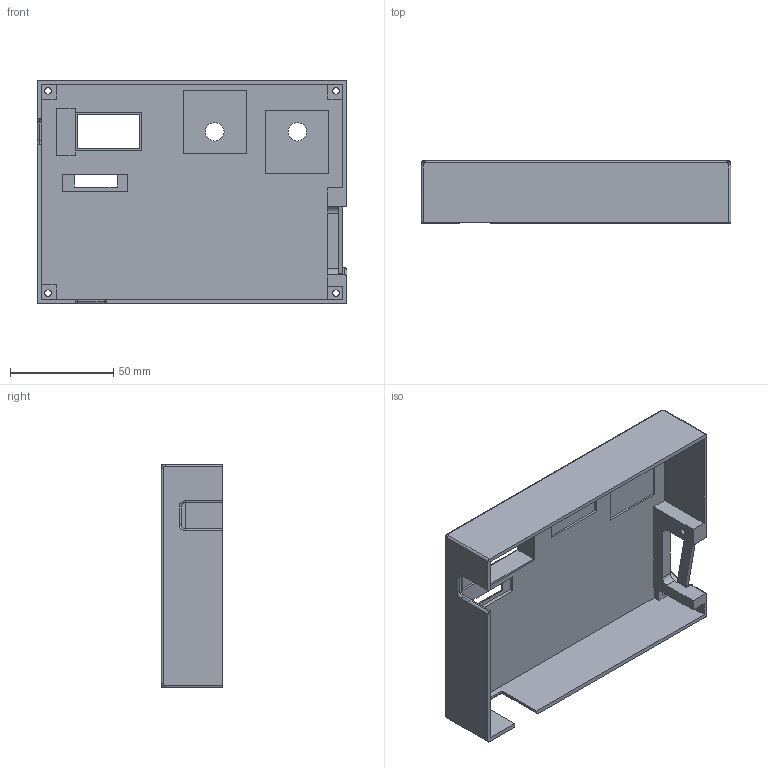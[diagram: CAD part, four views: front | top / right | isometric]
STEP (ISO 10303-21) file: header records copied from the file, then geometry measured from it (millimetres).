
FILE_DESCRIPTION(/* description */ (''),/* implementation_level */ '2;1');
FILE_NAME(/* name */ 'Top_Panel.step',/* time_stamp */ '2023-04-03T14:00:45-07:00',/* author */ (''),/* organization */ (''),/* preprocessor_version */ 'ST-DEVELOPER v19.2',/* originating_system */ 'Autodesk Translation Framework v11.17.0.187',/* authorisation */ '');
FILE_SCHEMA (('AUTOMOTIVE_DESIGN { 1 0 10303 214 3 1 1 }'));
Length unit declared in the file: millimetre
Products named in the file (2): panel; magnet storage latch
Assembly tree (1 placements, depth 2):
  panel
    magnet storage latch
Bounding box: 150 x 30 x 108.35 mm (x, y, z)
Volume: 72776.2 mm3; surface area: 61327.3 mm2
Topology: 2 solids, 2 shells, 349 faces, 872 edges, 537 vertices
Faces by surface type: plane 136, cylinder 94, torus 42, bspline 40, cone 35, sphere 2
Full cylindrical faces by diameter (mm): 2.8 x1, 3.1 x5, 6 x4, 9 x2
Entity records: 11944 total; most frequent: CARTESIAN_POINT 3487, DIRECTION 1798, ORIENTED_EDGE 1734, EDGE_CURVE 867, AXIS2_PLACEMENT_3D 660, VERTEX_POINT 537, LINE 478, VECTOR 478
